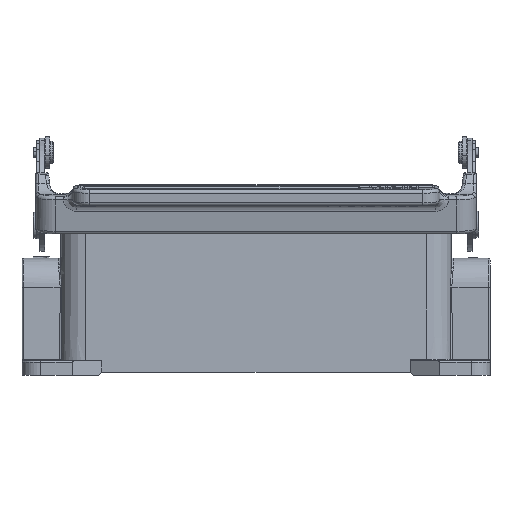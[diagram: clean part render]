
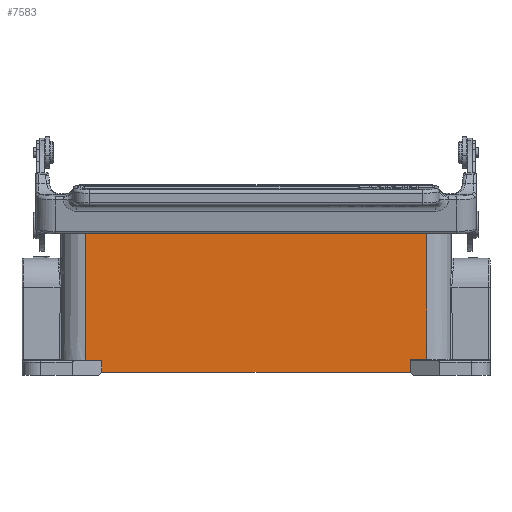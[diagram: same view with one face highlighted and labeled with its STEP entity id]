
A CAD part, left-side view. The second image highlights one B-rep face of the part: STEP entity #7583.
In plain terms, the highlighted planar face has unit normal (-1, 0, 0.009).
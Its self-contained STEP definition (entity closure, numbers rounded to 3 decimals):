
#2824=LINE('',#43931,#4552);
#2879=LINE('',#44334,#4607);
#2884=LINE('',#44348,#4612);
#2892=LINE('',#44377,#4620);
#2895=LINE('',#44384,#4623);
#3036=LINE('',#45086,#4764);
#3051=LINE('',#45214,#4779);
#3054=LINE('',#45239,#4782);
#3055=LINE('',#45241,#4783);
#3056=LINE('',#45243,#4784);
#3057=LINE('',#45244,#4785);
#3058=LINE('',#45246,#4786);
#4552=VECTOR('',#31408,1.);
#4607=VECTOR('',#31623,1.);
#4612=VECTOR('',#31636,1.);
#4620=VECTOR('',#31662,1.);
#4623=VECTOR('',#31667,1.);
#4764=VECTOR('',#32050,1.);
#4779=VECTOR('',#32105,1.);
#4782=VECTOR('',#32134,1.);
#4783=VECTOR('',#32137,1.);
#4784=VECTOR('',#32138,1.);
#4785=VECTOR('',#32139,1.);
#4786=VECTOR('',#32140,1.);
#7583=ADVANCED_FACE('',(#9440),#8218,.T.);
#8218=PLANE('',#26512);
#9440=FACE_OUTER_BOUND('',#10910,.T.);
#10910=EDGE_LOOP('',(#17729,#17730,#17731,#17732,#17733,#17734,#17735,#17736,
#17737,#17738,#17739,#17740));
#17729=ORIENTED_EDGE('',*,*,#23748,.T.);
#17730=ORIENTED_EDGE('',*,*,#23760,.T.);
#17731=ORIENTED_EDGE('',*,*,#23761,.T.);
#17732=ORIENTED_EDGE('',*,*,#23346,.T.);
#17733=ORIENTED_EDGE('',*,*,#23762,.F.);
#17734=ORIENTED_EDGE('',*,*,#23763,.T.);
#17735=ORIENTED_EDGE('',*,*,#23464,.T.);
#17736=ORIENTED_EDGE('',*,*,#23471,.F.);
#17737=ORIENTED_EDGE('',*,*,#23483,.F.);
#17738=ORIENTED_EDGE('',*,*,#23486,.T.);
#17739=ORIENTED_EDGE('',*,*,#23717,.T.);
#17740=ORIENTED_EDGE('',*,*,#23759,.T.);
#19987=VERTEX_POINT('',#43930);
#19988=VERTEX_POINT('',#43932);
#20065=VERTEX_POINT('',#44333);
#20066=VERTEX_POINT('',#44335);
#20070=VERTEX_POINT('',#44347);
#20077=VERTEX_POINT('',#44378);
#20079=VERTEX_POINT('',#44383);
#20232=VERTEX_POINT('',#45085);
#20248=VERTEX_POINT('',#45213);
#20249=VERTEX_POINT('',#45215);
#20254=VERTEX_POINT('',#45242);
#20255=VERTEX_POINT('',#45245);
#23346=EDGE_CURVE('',#19988,#19987,#2824,.T.);
#23464=EDGE_CURVE('',#20066,#20065,#2879,.T.);
#23471=EDGE_CURVE('',#20070,#20065,#2884,.T.);
#23483=EDGE_CURVE('',#20077,#20070,#2892,.T.);
#23486=EDGE_CURVE('',#20077,#20079,#2895,.T.);
#23717=EDGE_CURVE('',#20079,#20232,#3036,.T.);
#23748=EDGE_CURVE('',#20249,#20248,#3051,.T.);
#23759=EDGE_CURVE('',#20232,#20249,#3054,.T.);
#23760=EDGE_CURVE('',#20248,#20254,#3055,.T.);
#23761=EDGE_CURVE('',#20254,#19988,#3056,.T.);
#23762=EDGE_CURVE('',#20255,#19987,#3057,.T.);
#23763=EDGE_CURVE('',#20255,#20066,#3058,.T.);
#26512=AXIS2_PLACEMENT_3D('',#45247,#32141,#32142);
#31408=DIRECTION('',(0.,1.,0.));
#31623=DIRECTION('',(-0.009,0.,-1.));
#31636=DIRECTION('',(0.,1.,0.));
#31662=DIRECTION('',(0.009,0.,1.));
#31667=DIRECTION('',(0.,-1.,0.));
#32050=DIRECTION('',(0.009,0.,1.));
#32105=DIRECTION('',(0.009,0.,1.));
#32134=DIRECTION('',(0.,-1.,0.));
#32137=DIRECTION('',(0.,1.,0.));
#32138=DIRECTION('',(-0.009,0.,-1.));
#32139=DIRECTION('',(-0.009,0.,-1.));
#32140=DIRECTION('',(0.,1.,0.));
#32141=DIRECTION('',(-1.,0.,0.009));
#32142=DIRECTION('',(0.,1.,0.));
#43930=CARTESIAN_POINT('',(-21.526,1.6,48.));
#43931=CARTESIAN_POINT('',(-21.526,-1.6,48.));
#43932=CARTESIAN_POINT('',(-21.526,-1.6,48.));
#44333=CARTESIAN_POINT('',(-21.906,52.5,4.5));
#44334=CARTESIAN_POINT('',(-21.5,52.5,51.));
#44335=CARTESIAN_POINT('',(-21.5,52.5,51.));
#44347=CARTESIAN_POINT('',(-21.906,47.5,4.5));
#44348=CARTESIAN_POINT('',(-21.906,47.5,4.5));
#44377=CARTESIAN_POINT('',(-21.936,47.5,1.));
#44378=CARTESIAN_POINT('',(-21.936,47.5,1.));
#44383=CARTESIAN_POINT('',(-21.936,-47.5,1.));
#44384=CARTESIAN_POINT('',(-21.936,47.5,1.));
#45085=CARTESIAN_POINT('',(-21.901,-47.5,4.996));
#45086=CARTESIAN_POINT('',(-21.936,-47.5,1.));
#45213=CARTESIAN_POINT('',(-21.5,-52.5,51.));
#45214=CARTESIAN_POINT('',(-21.901,-52.5,4.996));
#45215=CARTESIAN_POINT('',(-21.901,-52.5,4.996));
#45239=CARTESIAN_POINT('',(-21.901,-47.5,4.996));
#45241=CARTESIAN_POINT('',(-21.5,-52.5,51.));
#45242=CARTESIAN_POINT('',(-21.5,-1.6,51.));
#45243=CARTESIAN_POINT('',(-21.5,-1.6,51.));
#45244=CARTESIAN_POINT('',(-21.5,1.6,51.));
#45245=CARTESIAN_POINT('',(-21.5,1.6,51.));
#45246=CARTESIAN_POINT('',(-21.5,1.6,51.));
#45247=CARTESIAN_POINT('',(-21.5,55.148,51.));
